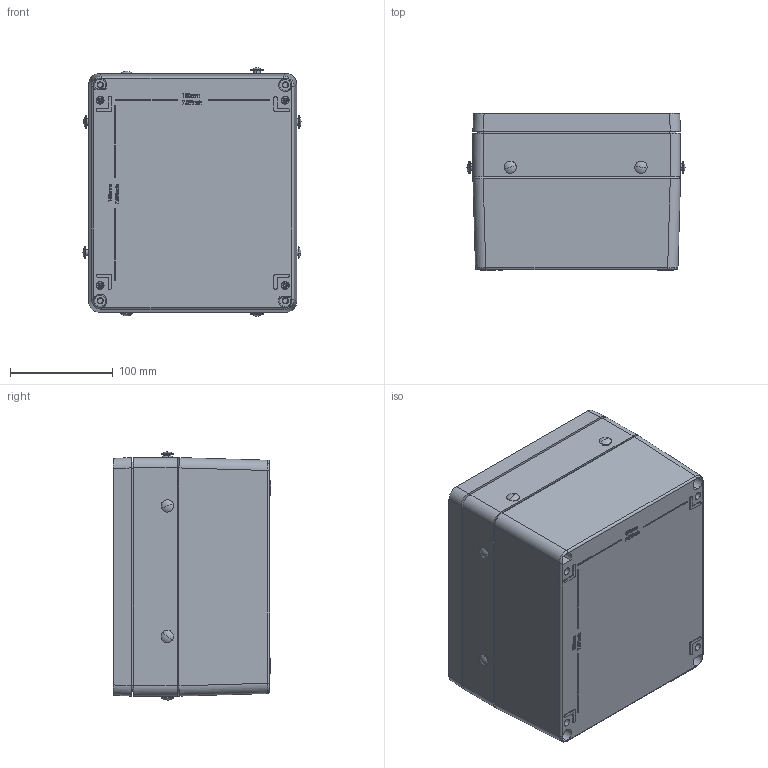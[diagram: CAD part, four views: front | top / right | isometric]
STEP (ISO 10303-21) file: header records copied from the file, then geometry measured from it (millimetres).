
FILE_DESCRIPTION (( 'STEP AP214' ), '1' );
FILE_NAME ('13101510.STEP', '2016-04-01T06:34:05', ( 'Macha' ), ( 'Hewlett-Packard Company' ), 'SwSTEP 2.0', 'SolidWorks 2015', '' );
FILE_SCHEMA (( 'AUTOMOTIVE_DESIGN' ));
Length unit declared in the file: millimetre
Products named in the file (7): 08960_Bearbeitung Zeichn. 13-2-089570-01-0; 01060_Bearbeitung nach Zeichng. 01-2-010600-01-0; 13101510; 94411; 93117; 93154; 08860_Bearbeitung Griff
Assembly tree (16 placements, depth 2):
  13101510
    01060_Bearbeitung nach Zeichng. 01-2-010600-01-0
    08960_Bearbeitung Zeichn. 13-2-089570-01-0
    08860_Bearbeitung Griff
    93154  x4
    93117
    94411  x8
Bounding box: 212.2 x 153.1 x 241.46 mm (x, y, z)
Volume: 1298892.2 mm3; surface area: 469882.4 mm2
Topology: 17 solids, 17 shells, 1652 faces, 3974 edges, 2513 vertices
Faces by surface type: plane 661, bspline 353, cone 291, cylinder 286, torus 45, sphere 16
Entity records: 64784 total; most frequent: CARTESIAN_POINT 32307, ORIENTED_EDGE 7176, DIRECTION 5542, EDGE_CURVE 3588, VERTEX_POINT 2295, AXIS2_PLACEMENT_3D 1882, LINE 1778, VECTOR 1778
